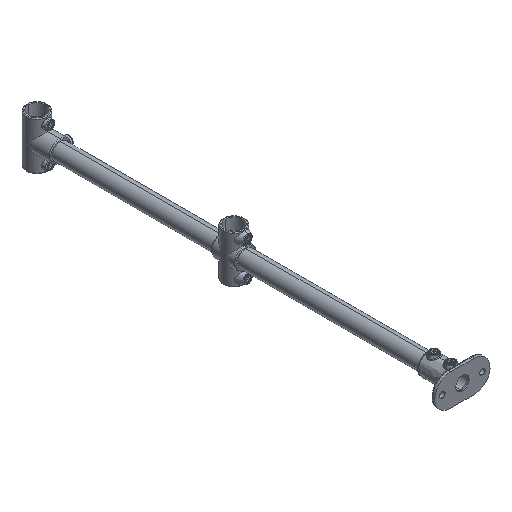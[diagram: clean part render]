
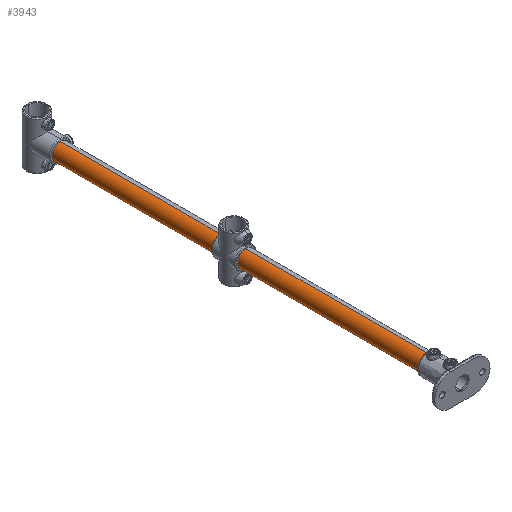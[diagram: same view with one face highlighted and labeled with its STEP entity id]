
A CAD part, isometric view. The second image highlights one B-rep face of the part: STEP entity #3943.
In plain terms, the highlighted cylindrical face has radius 21.2 mm (diameter 42.4 mm), a partial arc.
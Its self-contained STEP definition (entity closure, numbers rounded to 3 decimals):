
#384 = FACE_OUTER_BOUND ( 'NONE', #9031, .T. ) ;
#418 = LINE ( 'NONE', #11657, #11215 ) ;
#771 = DIRECTION ( 'NONE',  ( 0., 1., 0. ) ) ;
#945 = CARTESIAN_POINT ( 'NONE',  ( 0., 1043., 21.2 ) ) ;
#1050 = VERTEX_POINT ( 'NONE', #5238 ) ;
#1157 = ORIENTED_EDGE ( 'NONE', *, *, #8053, .T. ) ;
#1928 = ORIENTED_EDGE ( 'NONE', *, *, #11656, .F. ) ;
#2165 = CIRCLE ( 'NONE', #8099, 21.2 ) ;
#2387 = CARTESIAN_POINT ( 'NONE',  ( 0., -2., 21.2 ) ) ;
#2596 = VERTEX_POINT ( 'NONE', #3256 ) ;
#2910 = EDGE_CURVE ( 'NONE', #1050, #2596, #9736, .T. ) ;
#3056 = CARTESIAN_POINT ( 'NONE',  ( 0., 1043., 0. ) ) ;
#3256 = CARTESIAN_POINT ( 'NONE',  ( 0., -2., -21.2 ) ) ;
#3401 = DIRECTION ( 'NONE',  ( 0., 1., 0. ) ) ;
#3610 = VERTEX_POINT ( 'NONE', #2387 ) ;
#3943 = ADVANCED_FACE ( 'NONE', ( #384 ), #7614, .T. ) ;
#4463 = DIRECTION ( 'NONE',  ( 0., 0., 1. ) ) ;
#5124 = DIRECTION ( 'NONE',  ( 0., -1., 0. ) ) ;
#5238 = CARTESIAN_POINT ( 'NONE',  ( 0., 1043., -21.2 ) ) ;
#5290 = CARTESIAN_POINT ( 'NONE',  ( 0., 1043., 0. ) ) ;
#6142 = DIRECTION ( 'NONE',  ( 0., -1., 0. ) ) ;
#7049 = DIRECTION ( 'NONE',  ( 0., 0., 1. ) ) ;
#7614 = CYLINDRICAL_SURFACE ( 'NONE', #7682, 21.2 ) ;
#7682 = AXIS2_PLACEMENT_3D ( 'NONE', #3056, #10476, #8734 ) ;
#8053 = EDGE_CURVE ( 'NONE', #2596, #3610, #2165, .T. ) ;
#8099 = AXIS2_PLACEMENT_3D ( 'NONE', #11607, #3401, #7049 ) ;
#8465 = AXIS2_PLACEMENT_3D ( 'NONE', #5290, #771, #4463 ) ;
#8644 = CARTESIAN_POINT ( 'NONE',  ( 0., 1043., -21.2 ) ) ;
#8686 = EDGE_CURVE ( 'NONE', #1050, #9778, #9047, .T. ) ;
#8734 = DIRECTION ( 'NONE',  ( 0., 0., -1. ) ) ;
#9031 = EDGE_LOOP ( 'NONE', ( #1928, #9317, #10841, #1157 ) ) ;
#9047 = CIRCLE ( 'NONE', #8465, 21.2 ) ;
#9317 = ORIENTED_EDGE ( 'NONE', *, *, #8686, .F. ) ;
#9736 = LINE ( 'NONE', #8644, #10570 ) ;
#9778 = VERTEX_POINT ( 'NONE', #945 ) ;
#10476 = DIRECTION ( 'NONE',  ( 0., -1., 0. ) ) ;
#10570 = VECTOR ( 'NONE', #5124, 1000. ) ;
#10841 = ORIENTED_EDGE ( 'NONE', *, *, #2910, .T. ) ;
#11215 = VECTOR ( 'NONE', #6142, 1000. ) ;
#11607 = CARTESIAN_POINT ( 'NONE',  ( 0., -2., 0. ) ) ;
#11656 = EDGE_CURVE ( 'NONE', #9778, #3610, #418, .T. ) ;
#11657 = CARTESIAN_POINT ( 'NONE',  ( 0., 1043., 21.2 ) ) ;
